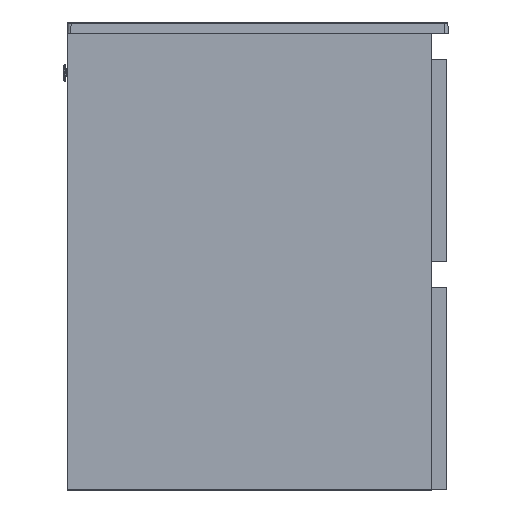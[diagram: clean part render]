
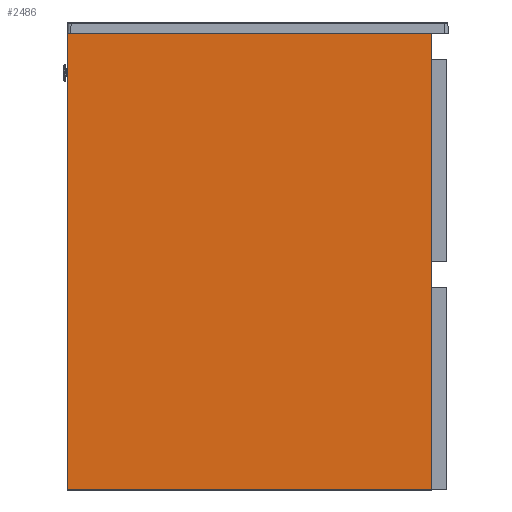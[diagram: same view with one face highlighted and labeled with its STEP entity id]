
A CAD part, left-side view. The second image highlights one B-rep face of the part: STEP entity #2486.
In plain terms, the highlighted planar face has unit normal (-1, 0, 0).
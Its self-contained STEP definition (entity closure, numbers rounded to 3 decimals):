
#2486=ADVANCED_FACE('',(#4788),#37371,.T.);
#4788=FACE_OUTER_BOUND('',#7275,.T.);
#7275=EDGE_LOOP('',(#19154,#19155,#19156,#19157));
#19154=ORIENTED_EDGE('',*,*,#25455,.T.);
#19155=ORIENTED_EDGE('',*,*,#25448,.T.);
#19156=ORIENTED_EDGE('',*,*,#25456,.F.);
#19157=ORIENTED_EDGE('',*,*,#25453,.F.);
#25448=EDGE_CURVE('',#35538,#35541,#30452,.T.);
#25453=EDGE_CURVE('',#35544,#35545,#30457,.T.);
#25455=EDGE_CURVE('',#35544,#35538,#30459,.T.);
#25456=EDGE_CURVE('',#35545,#35541,#30460,.T.);
#30452=B_SPLINE_CURVE_WITH_KNOTS('',1,(#107042,#107043),.UNSPECIFIED.,.F.,
 .F.,(2,2),(0.,2950.),.UNSPECIFIED.);
#30457=B_SPLINE_CURVE_WITH_KNOTS('',1,(#107052,#107053),.UNSPECIFIED.,.F.,
 .F.,(2,2),(0.,2950.),.UNSPECIFIED.);
#30459=B_SPLINE_CURVE_WITH_KNOTS('',1,(#107056,#107057),.UNSPECIFIED.,.F.,
 .F.,(2,2),(1740.,2320.),.UNSPECIFIED.);
#30460=B_SPLINE_CURVE_WITH_KNOTS('',1,(#107058,#107059),.UNSPECIFIED.,.F.,
 .F.,(2,2),(1740.,2320.),.UNSPECIFIED.);
#35538=VERTEX_POINT('',#107028);
#35541=VERTEX_POINT('',#107031);
#35544=VERTEX_POINT('',#107034);
#35545=VERTEX_POINT('',#107035);
#37371=PLANE('',#39938);
#39938=AXIS2_PLACEMENT_3D('',#107025,#41896,$);
#41896=DIRECTION('',(-1.,0.,0.));
#107025=CARTESIAN_POINT('',(-399.5,225.244,242.));
#107028=CARTESIAN_POINT('',(-399.5,-205.756,242.));
#107031=CARTESIAN_POINT('',(-399.5,-205.756,782.));
#107034=CARTESIAN_POINT('',(-399.5,225.244,242.));
#107035=CARTESIAN_POINT('',(-399.5,225.244,782.));
#107042=CARTESIAN_POINT('',(-399.5,-205.756,242.));
#107043=CARTESIAN_POINT('',(-399.5,-205.756,782.));
#107052=CARTESIAN_POINT('',(-399.5,225.244,242.));
#107053=CARTESIAN_POINT('',(-399.5,225.244,782.));
#107056=CARTESIAN_POINT('',(-399.5,225.244,242.));
#107057=CARTESIAN_POINT('',(-399.5,-205.756,242.));
#107058=CARTESIAN_POINT('',(-399.5,225.244,782.));
#107059=CARTESIAN_POINT('',(-399.5,-205.756,782.));
